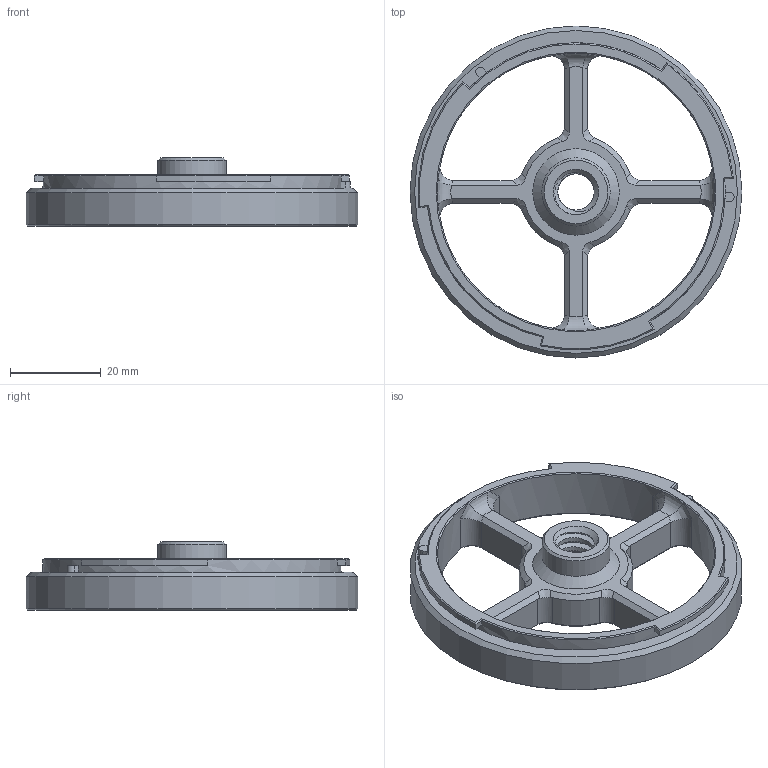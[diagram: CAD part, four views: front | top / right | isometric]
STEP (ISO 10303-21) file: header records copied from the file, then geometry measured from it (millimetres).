
FILE_DESCRIPTION(/* description */ ('Unknown'),/* implementation_level */ '2;1');
FILE_NAME(/* name */ 'bronicaS2A_mirrorDepthChecker',/* time_stamp */ '2026-01-13T14:15:01-05:00',/* author */ ('Unknown'),/* organization */ ('Unknown'),/* preprocessor_version */ 'ST-DEVELOPER v18.1',/* originating_system */ 'Solid Edge',/* authorisation */ 'Unknown');
FILE_SCHEMA (('AUTOMOTIVE_DESIGN {1 0 10303 214 3 1 1}'));
Length unit declared in the file: millimetre
Products named in the file (2): samyang_24mmTS; bronicaS2A_mirrorDepthChecker
Assembly tree (1 placements, depth 2):
  samyang_24mmTS
    bronicaS2A_mirrorDepthChecker
Bounding box: 73 x 73 x 15 mm (x, y, z)
Volume: 19531.8 mm3; surface area: 10952.7 mm2
Topology: 1 solids, 1 shells, 148 faces, 390 edges, 243 vertices
Faces by surface type: plane 50, cone 41, cylinder 34, bspline 18, torus 4, sphere 1
Full cylindrical faces by diameter (mm): 15 x1, 65.6 x1, 73 x1
Entity records: 7337 total; most frequent: CARTESIAN_POINT 2807, ORIENTED_EDGE 752, DIRECTION 688, EDGE_CURVE 376, AXIS2_PLACEMENT_3D 273, VERTEX_POINT 238, EDGE_LOOP 166, FACE_BOUND 166
